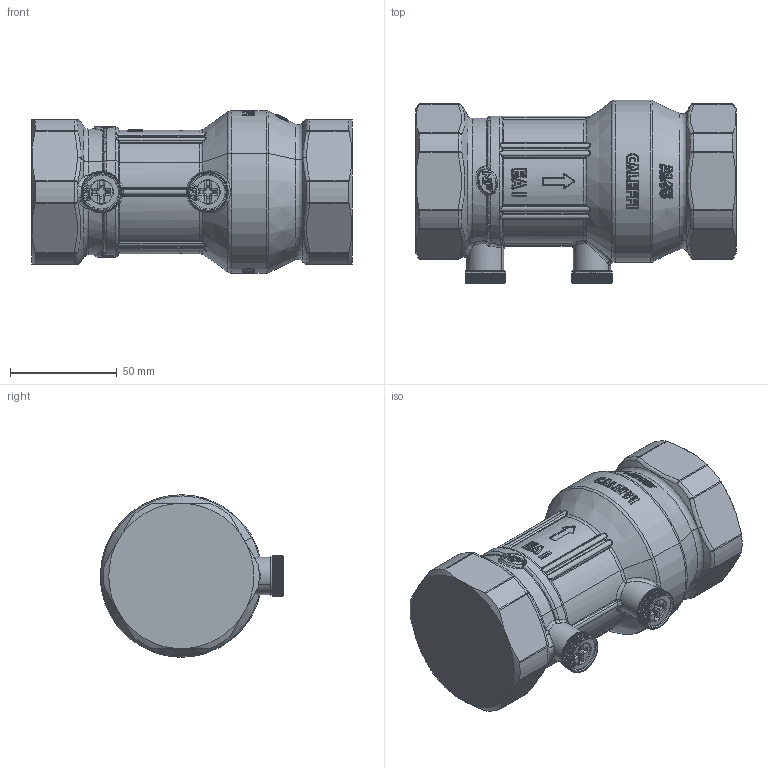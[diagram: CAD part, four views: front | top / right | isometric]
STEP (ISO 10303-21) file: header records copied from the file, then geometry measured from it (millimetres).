
FILE_DESCRIPTION(('CATIA V5 STEP Exchange','CAx-IF Rec.Pracs.--- Model Styling and Organization---1.4--- 2014-01-23','CAx-IF Rec.Pracs.---3D Tessellated Data Validation Properties---0.5---2014-09-14'),'2;1');
FILE_NAME('STEP_304590_-_TST.stp','2020-08-31T09:54:35+00:00',('none'),('none'),'CATIA Version 5-6 Release 2019 SP3','CATIA V5 STEP AP242 v1','none');
FILE_SCHEMA(('AP242_MANAGED_MODEL_BASED_3D_ENGINEERING_MIM_LF {1 0 10303 442 1 1 4}'));
Products named in the file (1): 304590 - TST
Bounding box: 150 x 85.99 x 76 mm (x, y, z)
Volume: 529853.5 mm3; surface area: 44816.3 mm2
Topology: 3 solids, 5 shells, 3016 faces, 7526 edges, 4316 vertices
Faces by surface type: bspline 1565, plane 779, cylinder 426, sphere 114, torus 83, cone 33, revolution 16
Entity records: 162437 total; most frequent: CARTESIAN_POINT 106195, ORIENTED_EDGE 14532, EDGE_CURVE 7266, DIRECTION 4956, B_SPLINE_CURVE_WITH_KNOTS 4420, VERTEX_POINT 4316, EDGE_LOOP 3080, ADVANCED_FACE 3016
